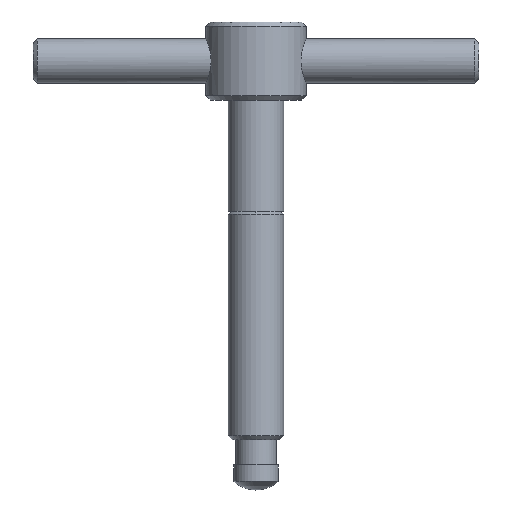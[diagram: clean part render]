
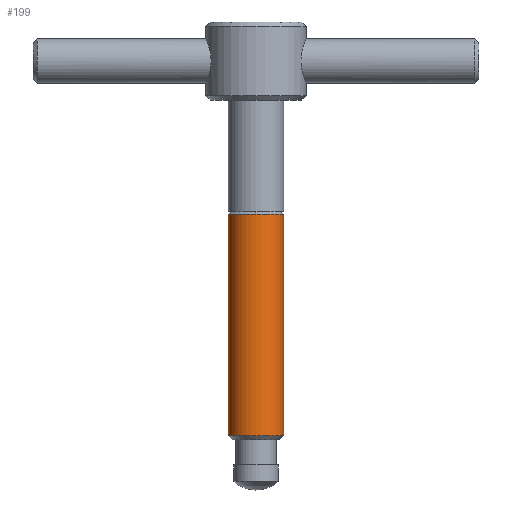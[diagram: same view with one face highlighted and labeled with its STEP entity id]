
A CAD part, front view. The second image highlights one B-rep face of the part: STEP entity #199.
In plain terms, the highlighted cylindrical face has radius 5 mm (diameter 10 mm), a partial arc.
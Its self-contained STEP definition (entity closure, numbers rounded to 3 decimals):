
#193=EDGE_CURVE('',#369,#293,#526,.T.);
#199=ADVANCED_FACE('',(#532),#533,.T.);
#271=EDGE_CURVE('',#355,#421,#615,.T.);
#293=VERTEX_POINT('',#640);
#355=VERTEX_POINT('',#710);
#361=EDGE_CURVE('',#293,#355,#717,.T.);
#365=EDGE_CURVE('',#459,#369,#721,.T.);
#369=VERTEX_POINT('',#725);
#397=EDGE_CURVE('',#421,#459,#754,.T.);
#421=VERTEX_POINT('',#780);
#459=VERTEX_POINT('',#823);
#526=CIRCLE('',#888,5.);
#532=FACE_OUTER_BOUND('',#895,.T.);
#533=CYLINDRICAL_SURFACE('',#896,5.);
#615=CIRCLE('',#999,5.);
#640=CARTESIAN_POINT('',(5.,0.,9.75));
#710=CARTESIAN_POINT('',(5.,0.,49.531));
#717=LINE('',#1181,#1182);
#721=LINE('',#1187,#1188);
#725=CARTESIAN_POINT('',(-5.0,0.,9.75));
#754=CIRCLE('',#1254,5.);
#780=CARTESIAN_POINT('',(0.,-5.0,49.531));
#823=CARTESIAN_POINT('',(-5.0,0.,49.531));
#888=AXIS2_PLACEMENT_3D('',#1487,#1488,#1489);
#895=EDGE_LOOP('',(#1494,#1495,#1496,#1497,#1498));
#896=AXIS2_PLACEMENT_3D('',#1499,#1500,#1501);
#999=AXIS2_PLACEMENT_3D('',#1625,#1626,#1627);
#1181=CARTESIAN_POINT('',(5.,0.,39.875));
#1182=VECTOR('',#1756,1.0);
#1187=CARTESIAN_POINT('',(-5.0,0.,39.875));
#1188=VECTOR('',#1757,1.0);
#1254=AXIS2_PLACEMENT_3D('',#1778,#1779,#1780);
#1487=CARTESIAN_POINT('',(0.,0.,9.75));
#1488=DIRECTION('',(0.,0.,1.0));
#1489=DIRECTION('',(1.0,0.,0.));
#1494=ORIENTED_EDGE('',*,*,#361,.T.);
#1495=ORIENTED_EDGE('',*,*,#271,.T.);
#1496=ORIENTED_EDGE('',*,*,#397,.T.);
#1497=ORIENTED_EDGE('',*,*,#365,.T.);
#1498=ORIENTED_EDGE('',*,*,#193,.T.);
#1499=CARTESIAN_POINT('',(0.,0.,39.875));
#1500=DIRECTION('',(0.,0.,-1.0));
#1501=DIRECTION('',(1.0,0.,0.));
#1625=CARTESIAN_POINT('',(0.,0.,49.531));
#1626=DIRECTION('',(0.,0.,-1.0));
#1627=DIRECTION('',(1.0,0.,0.));
#1756=DIRECTION('',(0.,0.,1.0));
#1757=DIRECTION('',(0.,0.,-1.0));
#1778=CARTESIAN_POINT('',(0.,0.,49.531));
#1779=DIRECTION('',(0.,0.,-1.0));
#1780=DIRECTION('',(1.0,0.,0.));
